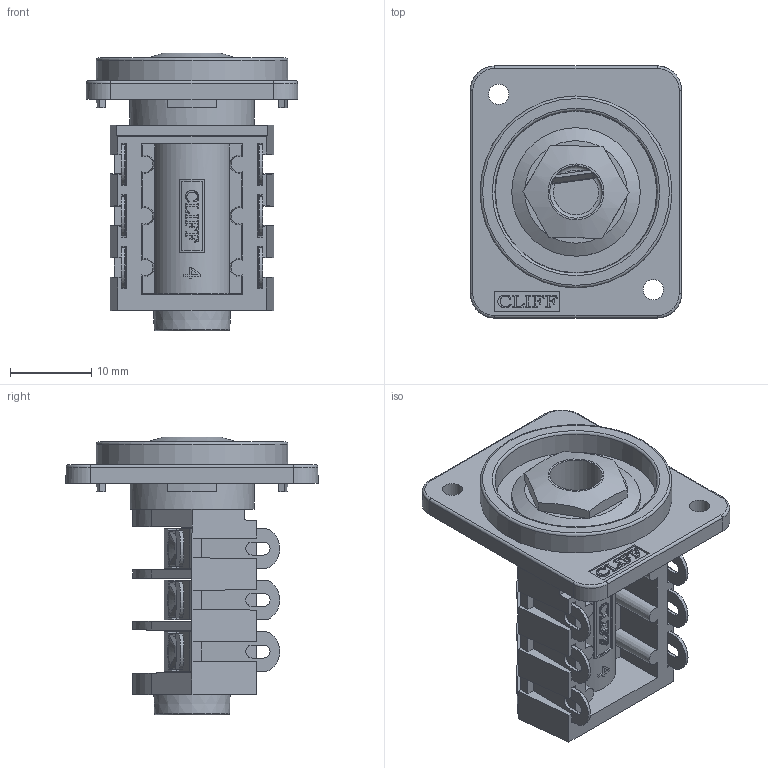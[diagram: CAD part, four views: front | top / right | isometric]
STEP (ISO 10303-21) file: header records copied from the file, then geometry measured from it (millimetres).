
FILE_DESCRIPTION(/* description */ (''),/* implementation_level */ '2;1');
FILE_NAME(/* name */ 'CP303080X XRP3 S4.stp',/* time_stamp */ '2018-04-18T12:41:08+01:00',/* author */ ('tottley'),/* organization */ (''),/* preprocessor_version */ 'ST-DEVELOPER v16.1',/* originating_system */ 'Autodesk Inventor 2016',/* authorisation */ '');
FILE_SCHEMA (('AUTOMOTIVE_DESIGN { 1 0 10303 214 3 1 1 }'));
Length unit declared in the file: millimetre
Products named in the file (1): Part2
Bounding box: 26 x 31 x 34.17 mm (x, y, z)
Volume: 5495.7 mm3; surface area: 7688.7 mm2
Topology: 1 solids, 1 shells, 698 faces, 1908 edges, 1213 vertices
Faces by surface type: plane 407, bspline 128, cylinder 86, cone 36, torus 28, sphere 13
Full cylindrical faces by diameter (mm): 2.5 x2, 6.45 x1, 6.5 x1, 9.45 x1, 9.8 x1, 11.11 x1, 11.2 x1, 11.3 x1, 11.6 x1, 15.3 x1, 15.8 x1
Entity records: 26003 total; most frequent: CARTESIAN_POINT 8472, ORIENTED_EDGE 3710, DIRECTION 3105, EDGE_CURVE 1855, VERTEX_POINT 1201, LINE 1115, VECTOR 1115, AXIS2_PLACEMENT_3D 995
